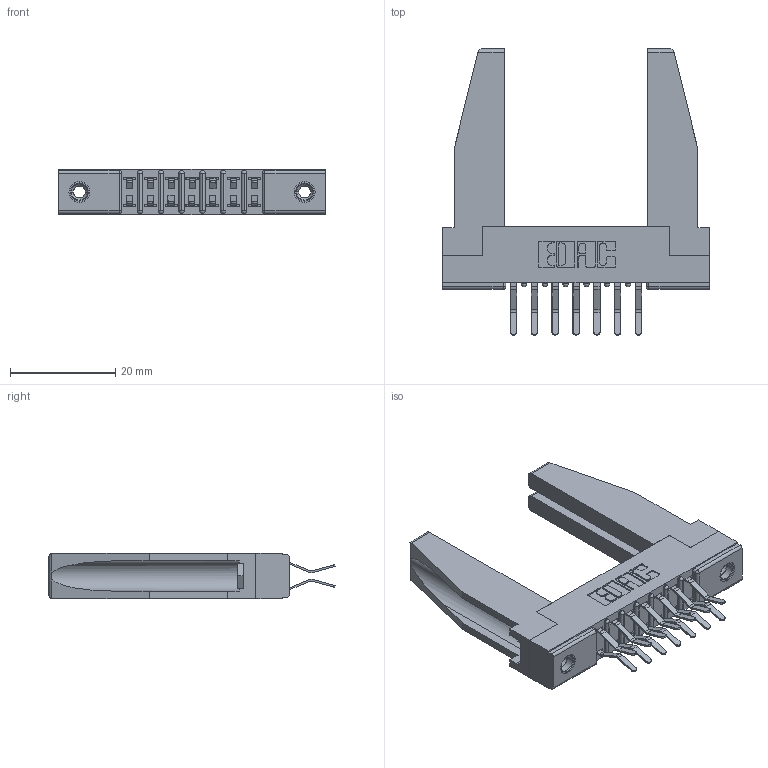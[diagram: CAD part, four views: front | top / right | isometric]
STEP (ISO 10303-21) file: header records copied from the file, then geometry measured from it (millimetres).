
FILE_DESCRIPTION (( 'STEP AP203' ), '1' );
FILE_NAME ('307-014-560-278.STEP', '2019-09-05T19:02:04', ( '' ), ( '' ), 'SwSTEP 2.0', 'SolidWorks 2016', '' );
FILE_SCHEMA (( 'CONFIG_CONTROL_DESIGN' ));
Length unit declared in the file: inch
Products named in the file (5): 307-290-001_560; 307-220-078; 307-014-560-278; 345-250-001_345-250-001-102; 307 Part_.156 Dia Mounting Holes
Assembly tree (19 placements, depth 2):
  307-014-560-278
    307 Part_.156 Dia Mounting Holes
    307-290-001_560  x14
    307-220-078  x2
    345-250-001_345-250-001-102  x2
Bounding box: 50.75 x 54.43 x 8.71 mm (x, y, z)
Volume: 7332 mm3; surface area: 9044.7 mm2
Topology: 19 solids, 19 shells, 956 faces, 2641 edges, 1710 vertices
Faces by surface type: plane 616, cylinder 308, sphere 16, cone 12, torus 4
Entity records: 13083 total; most frequent: CARTESIAN_POINT 2161, ORIENTED_EDGE 2096, DIRECTION 2086, EDGE_CURVE 1048, LINE 792, VECTOR 792, VERTEX_POINT 680, AXIS2_PLACEMENT_3D 647
